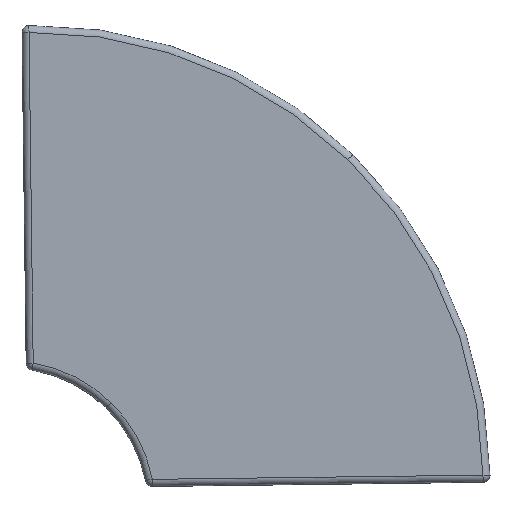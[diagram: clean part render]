
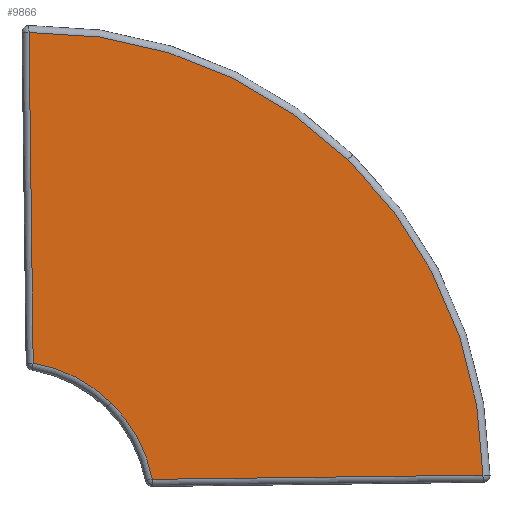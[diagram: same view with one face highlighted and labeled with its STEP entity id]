
A CAD part, top view. The second image highlights one B-rep face of the part: STEP entity #9866.
In plain terms, the highlighted planar face has unit normal (0, 0, 1).
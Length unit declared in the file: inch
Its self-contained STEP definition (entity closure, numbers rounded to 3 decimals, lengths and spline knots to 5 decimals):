
#1373=PLANE('',#11118);
#1615=FACE_OUTER_BOUND('',#2435,.T.);
#2435=EDGE_LOOP('',(#7449,#7450,#7451,#7452,#7453,#7454));
#3200=LINE('',#15866,#3629);
#3205=LINE('',#15883,#3634);
#3629=VECTOR('',#13041,0.5);
#3634=VECTOR('',#13060,0.3937);
#4013=CIRCLE('',#11077,10.38003);
#4018=CIRCLE('',#11083,10.38003);
#4038=CIRCLE('',#11119,31.84404);
#4039=CIRCLE('',#11120,31.84404);
#4701=VERTEX_POINT('',#15818);
#4702=VERTEX_POINT('',#15820);
#4704=VERTEX_POINT('',#15827);
#4713=VERTEX_POINT('',#15864);
#4718=VERTEX_POINT('',#15882);
#4721=VERTEX_POINT('',#15894);
#5623=EDGE_CURVE('',#4701,#4702,#4013,.T.);
#5628=EDGE_CURVE('',#4704,#4701,#4018,.T.);
#5647=EDGE_CURVE('',#4704,#4713,#3200,.T.);
#5655=EDGE_CURVE('',#4702,#4718,#3205,.T.);
#5661=EDGE_CURVE('',#4721,#4713,#4038,.T.);
#5662=EDGE_CURVE('',#4718,#4721,#4039,.T.);
#7449=ORIENTED_EDGE('',*,*,#5628,.F.);
#7450=ORIENTED_EDGE('',*,*,#5647,.T.);
#7451=ORIENTED_EDGE('',*,*,#5661,.F.);
#7452=ORIENTED_EDGE('',*,*,#5662,.F.);
#7453=ORIENTED_EDGE('',*,*,#5655,.F.);
#7454=ORIENTED_EDGE('',*,*,#5623,.F.);
#9866=ADVANCED_FACE('',(#1615),#1373,.T.);
#11077=AXIS2_PLACEMENT_3D('',#15821,#12977,#12978);
#11083=AXIS2_PLACEMENT_3D('',#15829,#12989,#12990);
#11118=AXIS2_PLACEMENT_3D('',#15893,#13072,#13073);
#11119=AXIS2_PLACEMENT_3D('',#15895,#13074,#13075);
#11120=AXIS2_PLACEMENT_3D('',#15896,#13076,#13077);
#12977=DIRECTION('center_axis',(0.,0.,1.));
#12978=DIRECTION('ref_axis',(-0.295,0.956,0.));
#12989=DIRECTION('center_axis',(0.,0.,1.));
#12990=DIRECTION('ref_axis',(0.295,0.956,0.));
#13041=DIRECTION('',(0.707,0.707,0.));
#13060=DIRECTION('',(-0.707,0.707,0.));
#13072=DIRECTION('center_axis',(0.,0.,1.));
#13073=DIRECTION('ref_axis',(1.,0.,0.));
#13074=DIRECTION('center_axis',(0.,0.,-1.));
#13075=DIRECTION('ref_axis',(0.384,0.923,0.));
#13076=DIRECTION('center_axis',(0.,0.,-1.));
#13077=DIRECTION('ref_axis',(-0.384,0.923,0.));
#15818=CARTESIAN_POINT('',(0.,-11.89559,4.));
#15820=CARTESIAN_POINT('',(-5.92371,-13.75184,4.));
#15821=CARTESIAN_POINT('Origin',(-0.00001,-22.27562,
4.));
#15827=CARTESIAN_POINT('',(5.92372,-13.7518,4.));
#15829=CARTESIAN_POINT('Origin',(0.00008,-22.27562,
4.));
#15864=CARTESIAN_POINT('',(22.56958,2.89417,4.));
#15866=CARTESIAN_POINT('',(7.6082,-12.06731,4.));
#15882=CARTESIAN_POINT('',(-22.56969,2.89402,4.));
#15883=CARTESIAN_POINT('',(-16.18127,-3.49436,4.));
#15893=CARTESIAN_POINT('Origin',(-0.00004,-0.3386,
4.));
#15894=CARTESIAN_POINT('',(-0.00009,12.27059,4.));
#15895=CARTESIAN_POINT('Origin',(0.00304,-19.57345,4.));
#15896=CARTESIAN_POINT('Origin',(-0.00299,-19.57345,
4.));
